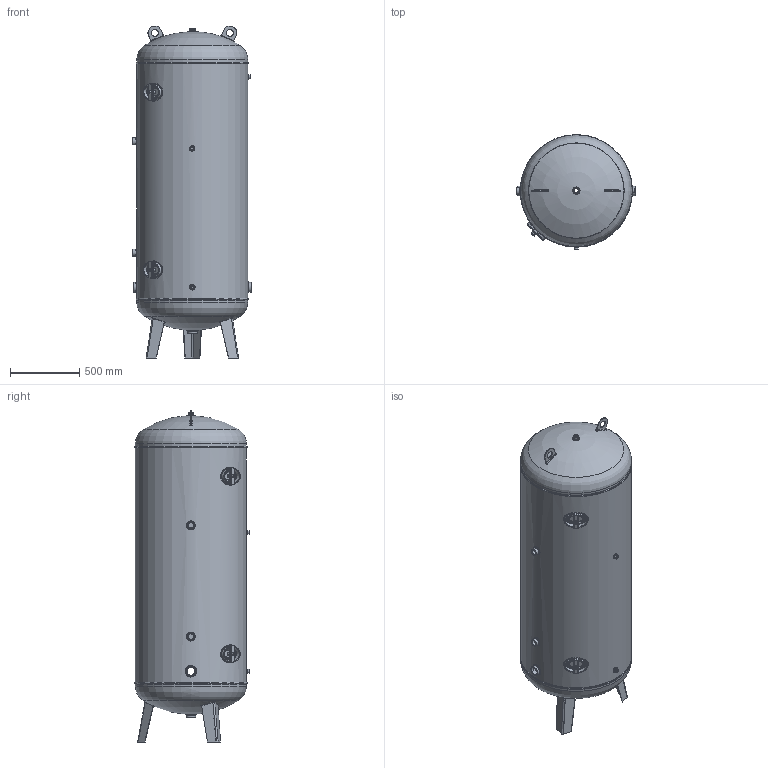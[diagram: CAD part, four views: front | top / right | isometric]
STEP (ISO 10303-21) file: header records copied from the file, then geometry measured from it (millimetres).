
FILE_DESCRIPTION(('HOOPS Exchange Step'),'2;1');
FILE_NAME('BE04_1000L.stp','2025-07-14T08:56:30+02:00',('nieru'),('Unknown organisation'),'HOOPS Exchange 2024.2','HOOPS Exchange','Unknown authorisation');
FILE_SCHEMA( ('AP203_CONFIGURATION_CONTROLLED_3D_DESIGN_OF_MECHANICAL_PARTS_AND_ASSEMBLIES_MIM_LF') );
Length unit declared in the file: millimetre
Products named in the file (2): 0; root
Assembly tree (1 placements, depth 2):
  root
    0
Bounding box: 855 x 824.08 x 2390.22 mm (x, y, z)
Volume: 47136033 mm3; surface area: 11922786.1 mm2
Topology: 5 solids, 9 shells, 455 faces, 1141 edges, 711 vertices
Faces by surface type: bspline 149, plane 140, cylinder 62, cone 58, torus 42, sphere 4
Full cylindrical faces by diameter (mm): 16 x4, 18.631 x3, 26.631 x3, 30.291 x1, 38.952 x2, 40.291 x1, 50 x2, 50.952 x2, 56.656 x3, 69.656 x3, 784 x1, 800 x3, 808.166 x2
Entity records: 133692 total; most frequent: CARTESIAN_POINT 123786, ORIENTED_EDGE 2286, DIRECTION 1658, EDGE_CURVE 1143, VERTEX_POINT 711, AXIS2_PLACEMENT_3D 647, EDGE_LOOP 496, FACE_BOUND 496
